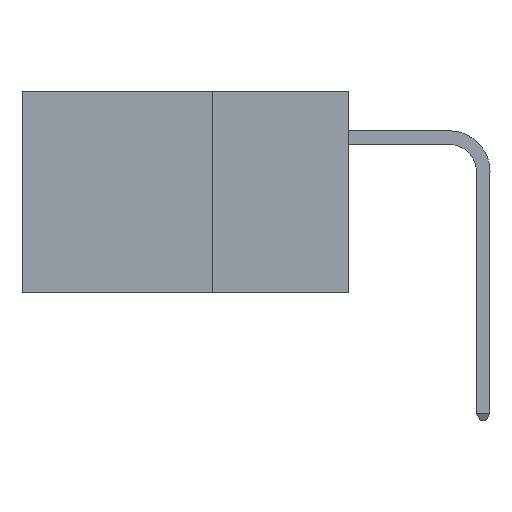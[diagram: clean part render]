
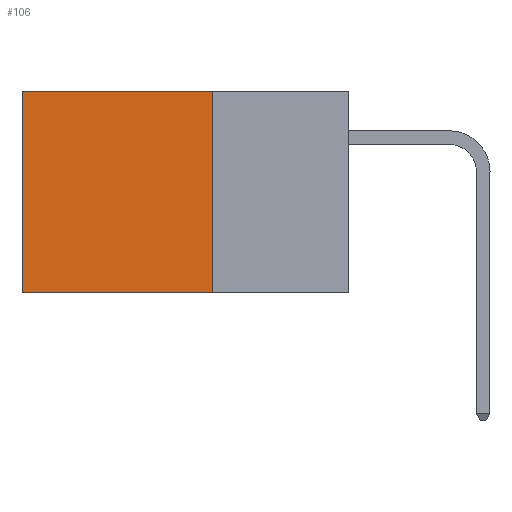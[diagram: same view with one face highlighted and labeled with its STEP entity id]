
A CAD part, left-side view. The second image highlights one B-rep face of the part: STEP entity #106.
In plain terms, the highlighted planar face has unit normal (-1, 0, 0).
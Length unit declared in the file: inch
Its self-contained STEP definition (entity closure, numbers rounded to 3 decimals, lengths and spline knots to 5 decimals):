
#106 = ADVANCED_FACE ( 'NONE', ( #35171 ), #11937, .F. ) ;
#1301 = AXIS2_PLACEMENT_3D ( 'NONE', #17266, #24971, #9915 ) ;
#1798 = EDGE_LOOP ( 'NONE', ( #20138, #22268, #22330, #12529 ) ) ;
#2608 = EDGE_CURVE ( 'NONE', #7041, #14372, #29457, .T. ) ;
#4549 = VECTOR ( 'NONE', #16942, 39.37008 ) ;
#6853 = VECTOR ( 'NONE', #31257, 39.37008 ) ;
#7041 = VERTEX_POINT ( 'NONE', #31223 ) ;
#8110 = LINE ( 'NONE', #10870, #30708 ) ;
#8565 = VERTEX_POINT ( 'NONE', #26903 ) ;
#9251 = VECTOR ( 'NONE', #12906, 39.37008 ) ;
#9915 = DIRECTION ( 'NONE',  ( 0., 0., -1. ) ) ;
#10870 = CARTESIAN_POINT ( 'NONE',  ( 0.2875, 0.6, 0. ) ) ;
#11112 = LINE ( 'NONE', #33542, #9251 ) ;
#11937 = PLANE ( 'NONE',  #1301 ) ;
#12529 = ORIENTED_EDGE ( 'NONE', *, *, #2608, .T. ) ;
#12906 = DIRECTION ( 'NONE',  ( 0., 0., -1. ) ) ;
#13593 = CARTESIAN_POINT ( 'NONE',  ( 0.2875, 0.25, 0. ) ) ;
#14372 = VERTEX_POINT ( 'NONE', #33092 ) ;
#16942 = DIRECTION ( 'NONE',  ( 0., 1., 0. ) ) ;
#17266 = CARTESIAN_POINT ( 'NONE',  ( 0.2875, 0.25, 0. ) ) ;
#19394 = LINE ( 'NONE', #34602, #4549 ) ;
#20138 = ORIENTED_EDGE ( 'NONE', *, *, #21195, .T. ) ;
#21195 = EDGE_CURVE ( 'NONE', #14372, #8565, #8110, .T. ) ;
#22143 = CARTESIAN_POINT ( 'NONE',  ( 0.2875, 0.25, -0.37 ) ) ;
#22268 = ORIENTED_EDGE ( 'NONE', *, *, #25750, .F. ) ;
#22330 = ORIENTED_EDGE ( 'NONE', *, *, #29699, .F. ) ;
#24971 = DIRECTION ( 'NONE',  ( 1., 0., 0. ) ) ;
#25750 = EDGE_CURVE ( 'NONE', #29127, #8565, #19394, .T. ) ;
#26903 = CARTESIAN_POINT ( 'NONE',  ( 0.2875, 0.6, -0.37 ) ) ;
#29127 = VERTEX_POINT ( 'NONE', #22143 ) ;
#29457 = LINE ( 'NONE', #13593, #6853 ) ;
#29699 = EDGE_CURVE ( 'NONE', #7041, #29127, #11112, .T. ) ;
#30708 = VECTOR ( 'NONE', #34472, 39.37008 ) ;
#31223 = CARTESIAN_POINT ( 'NONE',  ( 0.2875, 0.25, 0. ) ) ;
#31257 = DIRECTION ( 'NONE',  ( 0., 1., 0. ) ) ;
#33092 = CARTESIAN_POINT ( 'NONE',  ( 0.2875, 0.6, 0. ) ) ;
#33542 = CARTESIAN_POINT ( 'NONE',  ( 0.2875, 0.25, 0. ) ) ;
#34472 = DIRECTION ( 'NONE',  ( 0., 0., -1. ) ) ;
#34602 = CARTESIAN_POINT ( 'NONE',  ( 0.2875, 0.25, -0.37 ) ) ;
#35171 = FACE_OUTER_BOUND ( 'NONE', #1798, .T. ) ;
